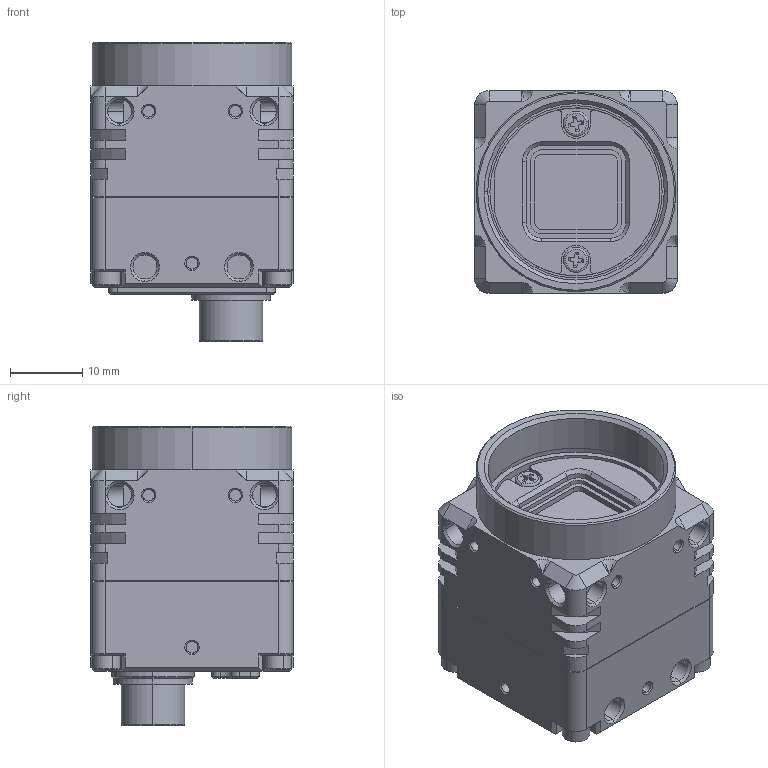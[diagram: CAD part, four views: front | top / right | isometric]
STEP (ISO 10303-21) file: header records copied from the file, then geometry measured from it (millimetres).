
FILE_DESCRIPTION((''),'2;1');
FILE_NAME('8060011','2016-08-19T',('SYSTEM'),(''),'PRO/ENGINEER BY PARAMETRIC TECHNOLOGY CORPORATION, 2014090','PRO/ENGINEER BY PARAMETRIC TECHNOLOGY CORPORATION, 2014090','');
FILE_SCHEMA(('CONFIG_CONTROL_DESIGN'));
Products named in the file (1): 8060011
Bounding box: 28 x 28 x 41.3 mm (x, y, z)
Volume: 10175.3 mm3; surface area: 13198.1 mm2
Topology: 1 solids, 1 shells, 1298 faces, 3291 edges, 2060 vertices
Faces by surface type: plane 668, cylinder 430, cone 160, torus 20, bspline 20
Entity records: 65452 total; most frequent: CARTESIAN_POINT 8174, DIRECTION 6794, ORIENTED_EDGE 6550, PRESENTATION_STYLE_ASSIGNMENT 4574, STYLED_ITEM 3276, CURVE_STYLE 3275, EDGE_CURVE 3275, FILL_AREA_STYLE_COLOUR 2597
